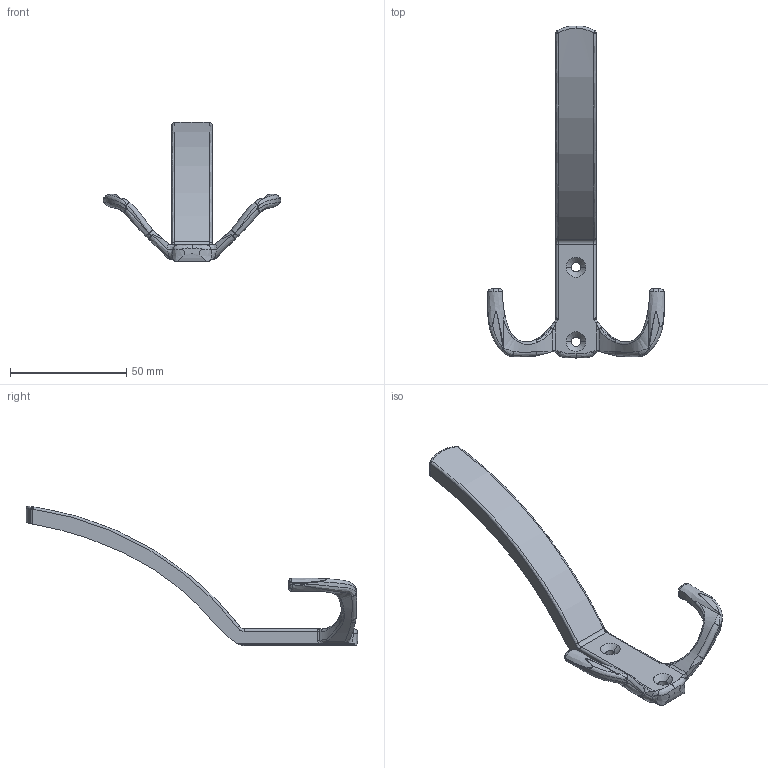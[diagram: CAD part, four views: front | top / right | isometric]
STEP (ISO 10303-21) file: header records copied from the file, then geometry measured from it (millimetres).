
FILE_DESCRIPTION (( 'STEP AP214' ), '1' );
FILE_NAME ('F002442,F002443,F002444_3D.step', '2022-07-07T08:09:24', ( '' ), ( '' ), 'SwSTEP 2.0', 'SolidWorks 2020', '' );
FILE_SCHEMA (( 'AUTOMOTIVE_DESIGN' ));
Length unit declared in the file: millimetre
Products named in the file (1): F002442,F002443,F002444_3D
Bounding box: 76.34 x 142.65 x 59.96 mm (x, y, z)
Volume: 23226.7 mm3; surface area: 10223.1 mm2
Topology: 1 solids, 1 shells, 186 faces, 470 edges, 279 vertices
Faces by surface type: bspline 138, cylinder 28, plane 8, sphere 8, cone 4
Entity records: 14486 total; most frequent: CARTESIAN_POINT 9070, ORIENTED_EDGE 924, EDGE_CURVE 462, DIRECTION 348, B_SPLINE_CURVE_WITH_KNOTS 304, VERTEX_POINT 279, EDGE_LOOP 191, UNCERTAINTY_MEASURE_WITH_UNIT 189
